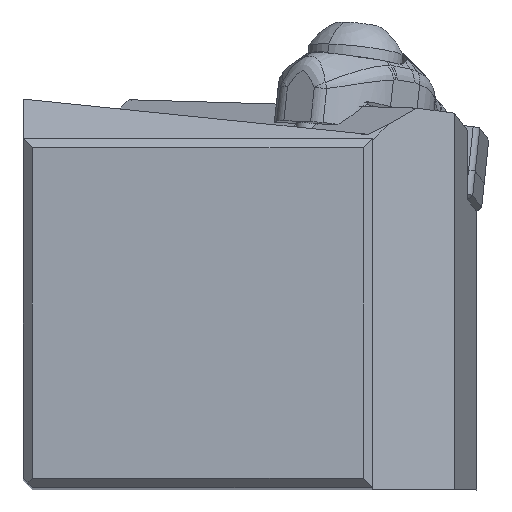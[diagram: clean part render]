
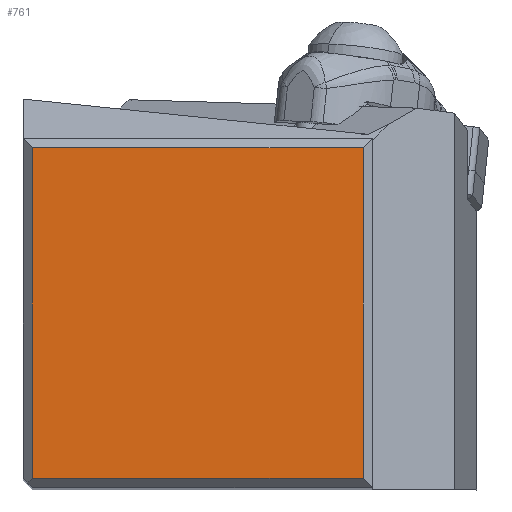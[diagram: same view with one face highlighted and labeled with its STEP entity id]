
A CAD part, top view. The second image highlights one B-rep face of the part: STEP entity #761.
In plain terms, the highlighted planar face has unit normal (0, 0, 1).
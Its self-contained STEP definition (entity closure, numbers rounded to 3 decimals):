
#504=FACE_OUTER_BOUND('',#1135,.T.);
#761=ADVANCED_FACE('',(#504),#993,.T.);
#993=PLANE('',#5008);
#1135=EDGE_LOOP('',(#1741,#1742,#1743,#1744));
#1741=ORIENTED_EDGE('',*,*,#3467,.T.);
#1742=ORIENTED_EDGE('',*,*,#3471,.T.);
#1743=ORIENTED_EDGE('',*,*,#3293,.F.);
#1744=ORIENTED_EDGE('',*,*,#3470,.F.);
#2811=VERTEX_POINT('',#6708);
#2812=VERTEX_POINT('',#6710);
#2928=VERTEX_POINT('',#7092);
#2929=VERTEX_POINT('',#7094);
#3293=EDGE_CURVE('',#2811,#2812,#4317,.T.);
#3467=EDGE_CURVE('',#2929,#2928,#4421,.T.);
#3470=EDGE_CURVE('',#2929,#2811,#4424,.T.);
#3471=EDGE_CURVE('',#2928,#2812,#4425,.T.);
#4317=LINE('',#6709,#4572);
#4421=LINE('',#7093,#4676);
#4424=LINE('',#7098,#4679);
#4425=LINE('',#7100,#4680);
#4572=VECTOR('',#5460,1.);
#4676=VECTOR('',#5802,1.);
#4679=VECTOR('',#5807,1.);
#4680=VECTOR('',#5810,1.);
#5008=AXIS2_PLACEMENT_3D('',#7101,#5811,#5812);
#5460=DIRECTION('',(-1.,0.,0.));
#5802=DIRECTION('',(-1.,0.,0.));
#5807=DIRECTION('',(0.,-1.,0.));
#5810=DIRECTION('',(0.,-1.,0.));
#5811=DIRECTION('',(0.,0.,1.));
#5812=DIRECTION('',(1.,0.,0.));
#6708=CARTESIAN_POINT('',(37.1,1.,0.));
#6709=CARTESIAN_POINT('',(37.1,1.,0.));
#6710=CARTESIAN_POINT('',(1.,1.,0.));
#7092=CARTESIAN_POINT('',(1.,37.1,0.));
#7093=CARTESIAN_POINT('',(37.1,37.1,0.));
#7094=CARTESIAN_POINT('',(37.1,37.1,0.));
#7098=CARTESIAN_POINT('',(37.1,37.1,0.));
#7100=CARTESIAN_POINT('',(1.,37.1,0.));
#7101=CARTESIAN_POINT('',(19.05,19.05,0.));
